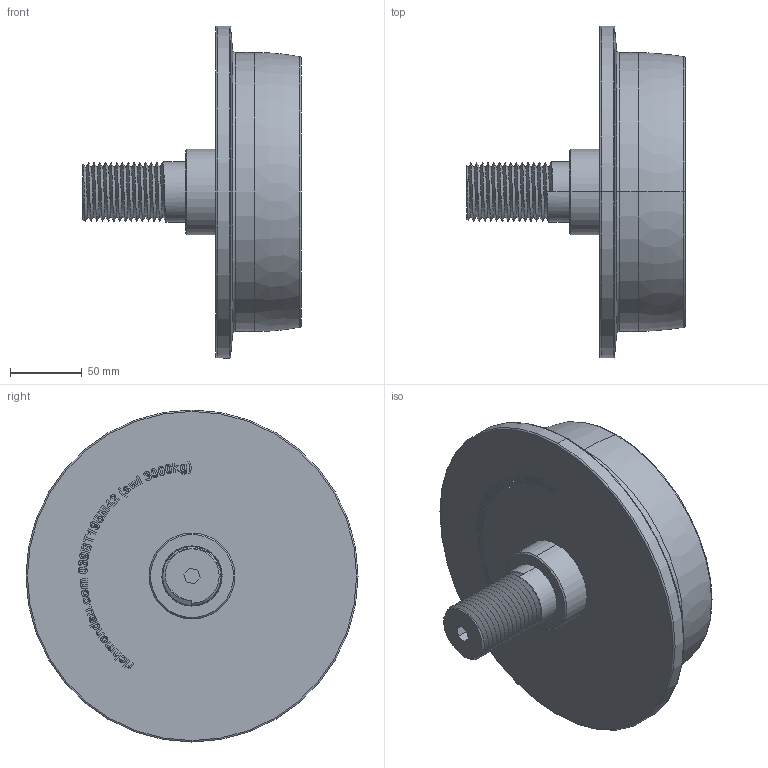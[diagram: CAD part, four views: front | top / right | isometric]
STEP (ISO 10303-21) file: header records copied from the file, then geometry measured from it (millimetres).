
FILE_DESCRIPTION (( 'STEP AP203' ), '1' );
FILE_NAME ('039BT195M42 .STEP', '2024-02-21T04:33:06', ( '' ), ( '' ), 'SwSTEP 2.0', 'SolidWorks 2023', '' );
FILE_SCHEMA (( 'CONFIG_CONTROL_DESIGN' ));
Length unit declared in the file: millimetre
Products named in the file (1): 039BT195M42 
Bounding box: 153 x 232 x 232 mm (x, y, z)
Volume: 2051355.3 mm3; surface area: 137789.8 mm2
Topology: 1 solids, 1 shells, 554 faces, 1476 edges, 978 vertices
Faces by surface type: bspline 279, plane 250, torus 10, cylinder 8, cone 7
Entity records: 32541 total; most frequent: CARTESIAN_POINT 20572, ORIENTED_EDGE 2952, DIRECTION 1504, EDGE_CURVE 1476, VERTEX_POINT 978, VECTOR 874, LINE 874, EDGE_LOOP 608
